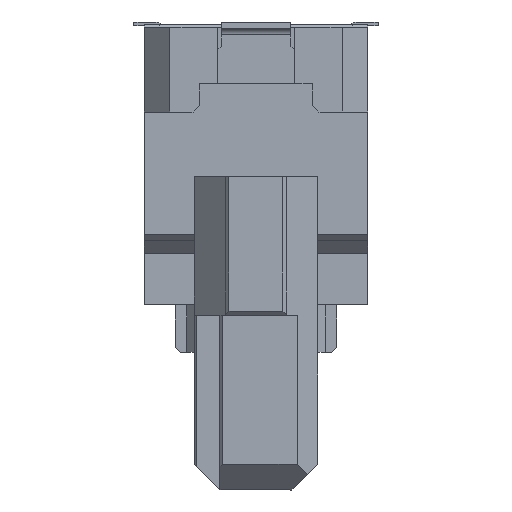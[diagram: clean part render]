
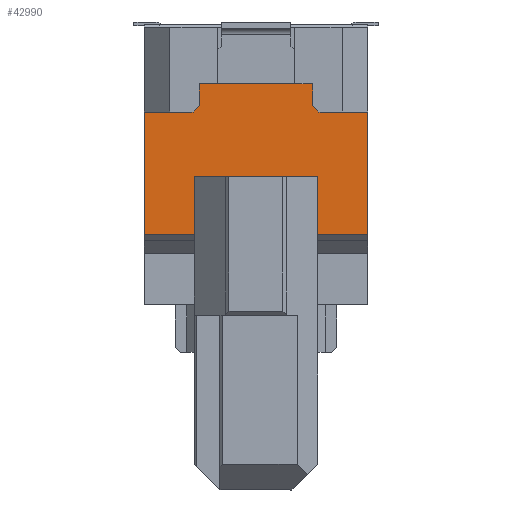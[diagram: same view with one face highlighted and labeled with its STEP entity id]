
A CAD part, left-side view. The second image highlights one B-rep face of the part: STEP entity #42990.
In plain terms, the highlighted planar face has unit normal (-1, 0, 0).
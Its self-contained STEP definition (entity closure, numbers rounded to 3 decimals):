
#8230=CARTESIAN_POINT('',(45.66,-87.6,10.45));
#8240=VERTEX_POINT('',#8230);
#8270=CARTESIAN_POINT('',(45.66,-87.6,
15.572));
#8280=DIRECTION('',(0.,0.,1.));
#8290=VECTOR('',#8280,1.);
#8300=LINE('',#8270,#8290);
#8310=CARTESIAN_POINT('',(45.66,-87.6,12.7));
#8320=VERTEX_POINT('',#8310);
#8330=EDGE_CURVE('',#8240,#8320,#8300,.T.);
#11610=CARTESIAN_POINT('',(45.66,-92.557,12.7));
#11620=DIRECTION('',(0.,-1.,0.));
#11630=VECTOR('',#11620,1.);
#11640=LINE('',#11610,#11630);
#11650=CARTESIAN_POINT('',(45.66,-92.4,12.7));
#11660=VERTEX_POINT('',#11650);
#11670=EDGE_CURVE('',#8320,#11660,#11640,.T.);
#24530=CARTESIAN_POINT('',(45.66,-92.4,
15.572));
#24540=DIRECTION('',(0.,0.,1.));
#24550=VECTOR('',#24540,1.);
#24560=LINE('',#24530,#24550);
#24570=CARTESIAN_POINT('',(45.66,-92.4,10.45));
#24580=VERTEX_POINT('',#24570);
#24590=EDGE_CURVE('',#24580,#11660,#24560,.T.);
#33530=CARTESIAN_POINT('',(45.66,-92.2,
16.3));
#33540=VERTEX_POINT('',#33530);
#33570=CARTESIAN_POINT('',(45.66,-92.557,
16.3));
#33580=DIRECTION('',(0.,-1.,0.));
#33590=VECTOR('',#33580,1.);
#33600=LINE('',#33570,#33590);
#33610=CARTESIAN_POINT('',(45.66,-87.8,
16.3));
#33620=VERTEX_POINT('',#33610);
#33630=EDGE_CURVE('',#33620,#33540,#33600,.T.);
#39380=CARTESIAN_POINT('',(45.66,-87.8,
15.572));
#39390=DIRECTION('',(0.,0.,-1.));
#39400=VECTOR('',#39390,1.);
#39410=LINE('',#39380,#39400);
#39420=CARTESIAN_POINT('',(45.66,-87.8,15.45));
#39430=VERTEX_POINT('',#39420);
#39440=EDGE_CURVE('',#33620,#39430,#39410,.T.);
#39820=CARTESIAN_POINT('',(45.66,-92.2,15.45));
#39830=VERTEX_POINT('',#39820);
#39860=CARTESIAN_POINT('',(45.66,-92.2,
15.572));
#39870=DIRECTION('',(0.,0.,-1.));
#39880=VECTOR('',#39870,1.);
#39890=LINE('',#39860,#39880);
#39900=EDGE_CURVE('',#33540,#39830,#39890,.T.);
#41900=CARTESIAN_POINT('',(45.66,-92.45,15.2));
#41910=VERTEX_POINT('',#41900);
#42050=CARTESIAN_POINT('',(45.66,-94.35,15.2));
#42060=VERTEX_POINT('',#42050);
#42090=CARTESIAN_POINT('',(45.66,-87.443,15.2));
#42100=DIRECTION('',(0.,-1.,0.));
#42110=VECTOR('',#42100,1.);
#42120=LINE('',#42090,#42110);
#42130=EDGE_CURVE('',#41910,#42060,#42120,.T.);
#42250=CARTESIAN_POINT('',(45.66,-90.,10.45));
#42260=DIRECTION('',(0.,-1.,0.));
#42270=VECTOR('',#42260,1.);
#42280=LINE('',#42250,#42270);
#42290=CARTESIAN_POINT('',(45.66,-94.35,10.45));
#42300=VERTEX_POINT('',#42290);
#42310=EDGE_CURVE('',#24580,#42300,#42280,.T.);
#42420=CARTESIAN_POINT('',(45.66,-91.5,
16.5));
#42430=DIRECTION('',(-1.,0.,0.));
#42440=DIRECTION('',(0.,-1.,0.));
#42450=AXIS2_PLACEMENT_3D('',#42420,#42430,#42440);
#42460=PLANE('',#42450);
#42470=CARTESIAN_POINT('',(45.66,-85.65,
15.572));
#42480=DIRECTION('',(0.,0.,1.));
#42490=VECTOR('',#42480,1.);
#42500=LINE('',#42470,#42490);
#42510=CARTESIAN_POINT('',(45.66,-85.65,10.45));
#42520=VERTEX_POINT('',#42510);
#42530=CARTESIAN_POINT('',(45.66,-85.65,15.2));
#42540=VERTEX_POINT('',#42530);
#42550=EDGE_CURVE('',#42520,#42540,#42500,.T.);
#42560=ORIENTED_EDGE('',*,*,#42550,.F.);
#42570=CARTESIAN_POINT('',(45.66,-92.557,15.2));
#42580=DIRECTION('',(0.,1.,0.));
#42590=VECTOR('',#42580,1.);
#42600=LINE('',#42570,#42590);
#42610=CARTESIAN_POINT('',(45.66,-87.55,15.2));
#42620=VERTEX_POINT('',#42610);
#42630=EDGE_CURVE('',#42620,#42540,#42600,.T.);
#42640=ORIENTED_EDGE('',*,*,#42630,.T.);
#42650=CARTESIAN_POINT('',(45.66,-87.922,
15.572));
#42660=DIRECTION('',(0.,-0.707,
0.707));
#42670=VECTOR('',#42660,1.);
#42680=LINE('',#42650,#42670);
#42690=EDGE_CURVE('',#42620,#39430,#42680,.T.);
#42700=ORIENTED_EDGE('',*,*,#42690,.F.);
#42710=ORIENTED_EDGE('',*,*,#39440,.T.);
#42720=ORIENTED_EDGE('',*,*,#33630,.F.);
#42730=ORIENTED_EDGE('',*,*,#39900,.F.);
#42740=CARTESIAN_POINT('',(45.66,-92.078,
15.572));
#42750=DIRECTION('',(0.,0.707,
0.707));
#42760=VECTOR('',#42750,1.);
#42770=LINE('',#42740,#42760);
#42780=EDGE_CURVE('',#41910,#39830,#42770,.T.);
#42790=ORIENTED_EDGE('',*,*,#42780,.T.);
#42800=ORIENTED_EDGE('',*,*,#42130,.F.);
#42810=CARTESIAN_POINT('',(45.66,-94.35,
15.572));
#42820=DIRECTION('',(0.,0.,1.));
#42830=VECTOR('',#42820,1.);
#42840=LINE('',#42810,#42830);
#42850=EDGE_CURVE('',#42300,#42060,#42840,.T.);
#42860=ORIENTED_EDGE('',*,*,#42850,.T.);
#42870=ORIENTED_EDGE('',*,*,#42310,.T.);
#42880=ORIENTED_EDGE('',*,*,#24590,.F.);
#42890=ORIENTED_EDGE('',*,*,#11670,.T.);
#42900=ORIENTED_EDGE('',*,*,#8330,.T.);
#42910=CARTESIAN_POINT('',(45.66,-90.,10.45));
#42920=DIRECTION('',(0.,1.,0.));
#42930=VECTOR('',#42920,1.);
#42940=LINE('',#42910,#42930);
#42950=EDGE_CURVE('',#8240,#42520,#42940,.T.);
#42960=ORIENTED_EDGE('',*,*,#42950,.F.);
#42970=EDGE_LOOP('',(#42960,#42900,#42890,#42880,#42870,#42860,#42800,
#42790,#42730,#42720,#42710,#42700,#42640,#42560));
#42980=FACE_OUTER_BOUND('',#42970,.T.);
#42990=ADVANCED_FACE('',(#42980),#42460,.T.);
